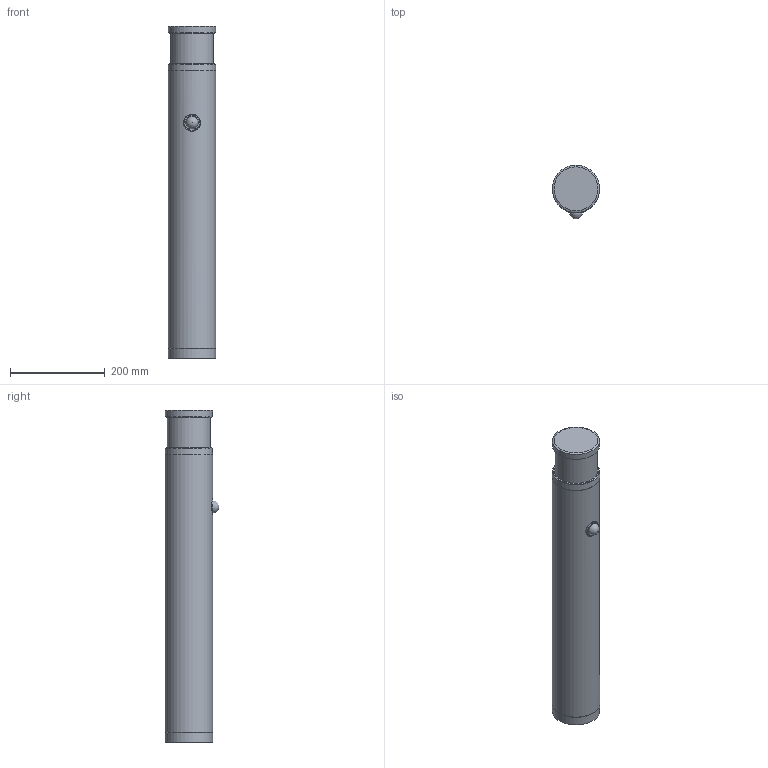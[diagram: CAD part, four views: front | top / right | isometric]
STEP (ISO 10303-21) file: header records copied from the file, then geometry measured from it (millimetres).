
FILE_DESCRIPTION(/* description */ ('STEP AP203'),/* implementation_level */ '2;1');
FILE_NAME(/* name */ 'EL10821172 - ALVA BL 700_100 TR 360° 500 830 MD IR DALI AN(350)',/* time_stamp */ '2024-12-03T15:35:40+01:00',/* author */ ('License CC BY-ND 4.0'),/* organization */ ('CADENAS'),/* preprocessor_version */ 'ST-DEVELOPER v19.3',/* originating_system */ 'PARTsolutions',/* authorisation */ ' ');
FILE_SCHEMA (('CONFIG_CONTROL_DESIGN'));
Length unit declared in the file: millimetre
Products named in the file (1): EL10821172 - ALVA BL 700/100 TR 360° 500 830 MD IR DALI AN(350)
Bounding box: 100 x 113.3 x 700 mm (x, y, z)
Volume: 5383856.2 mm3; surface area: 241284.2 mm2
Topology: 1 solids, 1 shells, 97 faces, 243 edges, 160 vertices
Faces by surface type: cylinder 47, plane 40, cone 9, sphere 1
Full cylindrical faces by diameter (mm): 31.5 x1, 35.5 x1, 90.4 x1, 100 x2
Entity records: 2878 total; most frequent: DIRECTION 522, CARTESIAN_POINT 507, ORIENTED_EDGE 448, EDGE_CURVE 224, AXIS2_PLACEMENT_3D 201, VERTEX_POINT 156, EDGE_LOOP 124, FACE_BOUND 124
